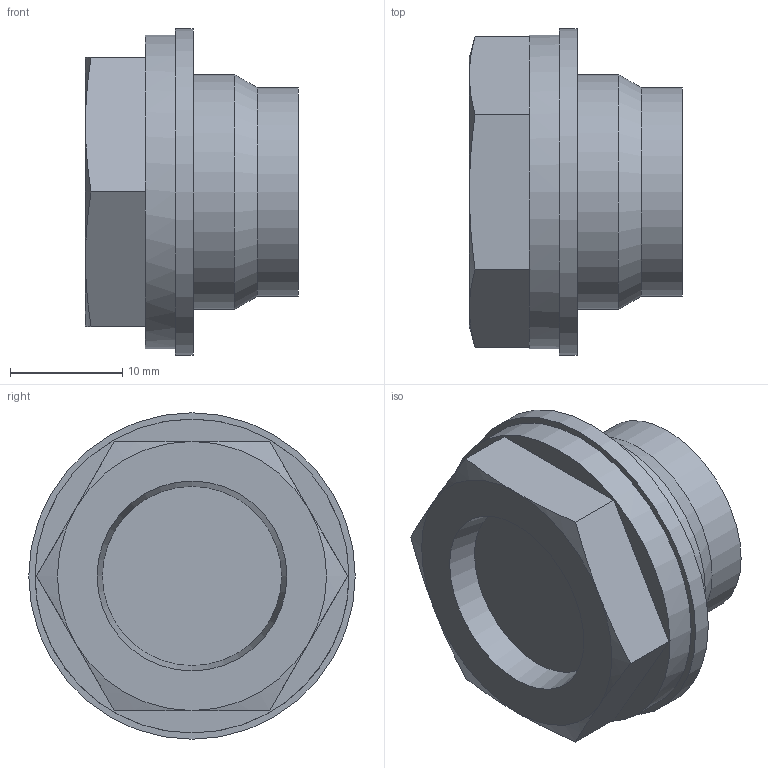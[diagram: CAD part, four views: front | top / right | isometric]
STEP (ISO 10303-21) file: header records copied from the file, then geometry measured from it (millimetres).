
FILE_DESCRIPTION( ( 'STEP AP214' ), '1' );
FILE_NAME( 'K0445.228012.stp', '2020-12-08T08:55:50', ( '' ), ( '' ), ' ', 'PARTsolutions', ' ' );
FILE_SCHEMA( ( 'AUTOMOTIVE_DESIGN { 1 0 10303 214 1 1 1 1 }' ) );
Length unit declared in the file: millimetre
Products named in the file (1): _K0445.228012
Bounding box: 19.01 x 29.12 x 29.12 mm (x, y, z)
Volume: 5721.1 mm3; surface area: 3522.8 mm2
Topology: 1 solids, 1 shells, 41 faces, 109 edges, 70 vertices
Faces by surface type: plane 22, cylinder 11, cone 8
Full cylindrical faces by diameter (mm): 14.88 x1, 18.6 x1, 20.955 x1, 28 x1, 29.12 x1
Entity records: 1610 total; most frequent: CARTESIAN_POINT 270, DIRECTION 208, ORIENTED_EDGE 200, EDGE_CURVE 100, AXIS2_PLACEMENT_3D 78, VERTEX_POINT 68, EDGE_LOOP 52, LINE 52
